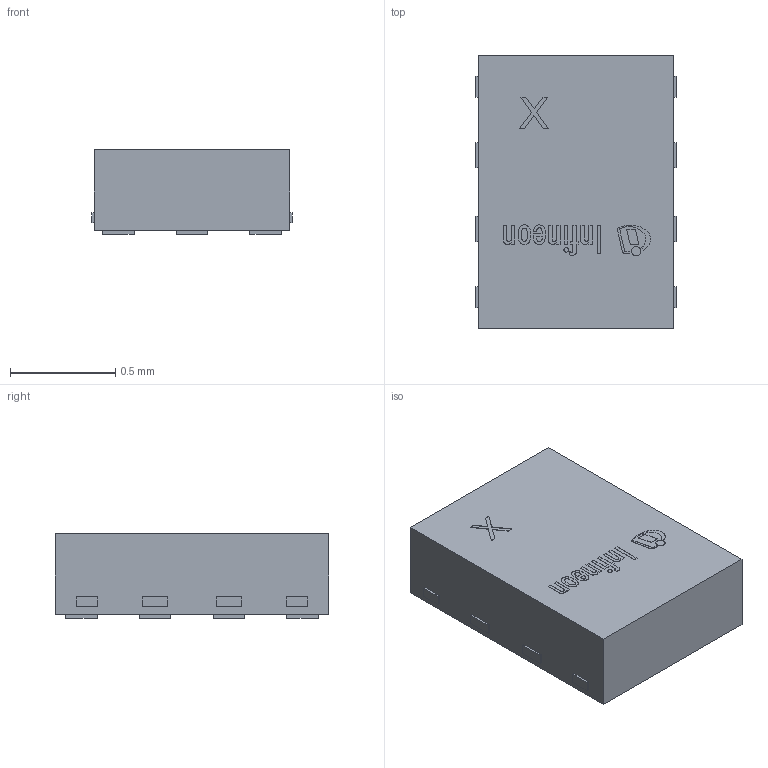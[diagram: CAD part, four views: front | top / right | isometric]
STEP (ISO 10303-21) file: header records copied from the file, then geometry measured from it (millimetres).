
FILE_DESCRIPTION(/* description */ (''),/* implementation_level */ '2;1');
FILE_NAME(/* name */ 'PG-TSNP-10-10_Z8B00226210_V02_3D.stp',/* time_stamp */ '2022-04-28T15:37:11+05:00',/* author */ ('janartha'),/* organization */ (''),/* preprocessor_version */ 'ST-DEVELOPER v16.13',/* originating_system */ 'AutoCAD Mechanical',/* authorisation */ '');
FILE_SCHEMA (('AUTOMOTIVE_DESIGN { 1 0 10303 214 3 1 1 }'));
Length unit declared in the file: millimetre
Products named in the file (1): Product
Bounding box: 0.95 x 1.3 x 0.4 mm (x, y, z)
Volume: 0.5 mm3; surface area: 4.9 mm2
Topology: 32 solids, 32 shells, 253 faces, 564 edges, 376 vertices
Faces by surface type: plane 231, bspline 18, cylinder 4
Full cylindrical faces by diameter (mm): 0.022 x1, 0.044 x1
Entity records: 7091 total; most frequent: CARTESIAN_POINT 1582, ORIENTED_EDGE 1124, DIRECTION 1006, EDGE_CURVE 562, LINE 518, VECTOR 518, VERTEX_POINT 376, EDGE_LOOP 260
